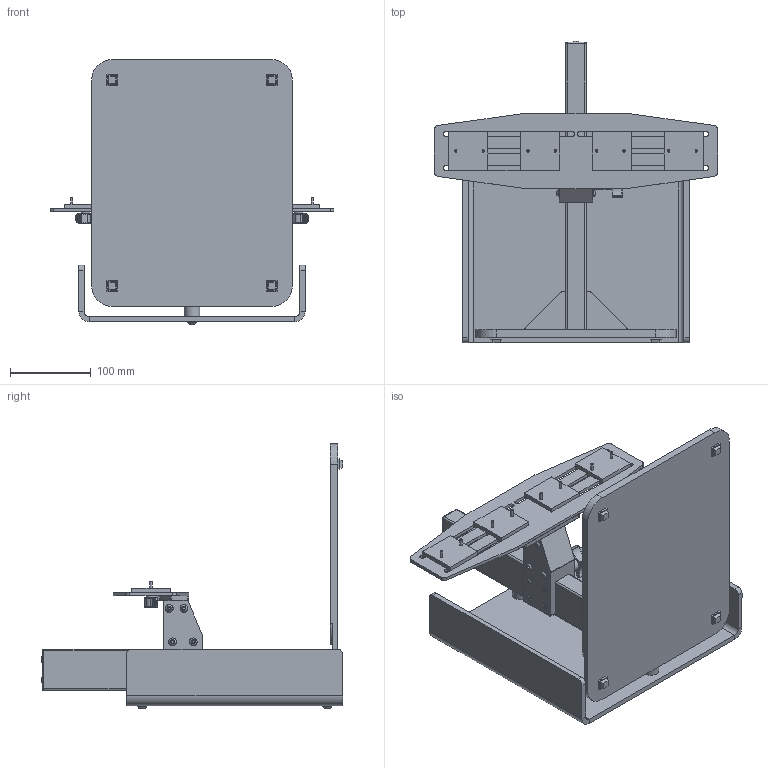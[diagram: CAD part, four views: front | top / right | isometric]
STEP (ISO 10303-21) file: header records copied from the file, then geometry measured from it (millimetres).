
FILE_DESCRIPTION (( 'STEP AP203' ), '1' );
FILE_NAME ('43070 - MX ARRAY STAND.STEP', '2020-08-27T14:21:29', ( '' ), ( '' ), 'SwSTEP 2.0', 'SolidWorks 2019', '' );
FILE_SCHEMA (( 'CONFIG_CONTROL_DESIGN' ));
Products named in the file (1): 43070 - MX ARRAY STAND
Bounding box: 350 x 372.1 x 327.2 mm (x, y, z)
Volume: 2216558.1 mm3; surface area: 532116.2 mm2
Topology: 1 solids, 5 shells, 1448 faces, 3416 edges, 2033 vertices
Faces by surface type: plane 485, bspline 432, cylinder 338, torus 90, cone 65, sphere 38
Full cylindrical faces by diameter (mm): 3 x8, 4.2 x4, 6.858 x8, 9.5 x8, 11.1 x2, 12 x8, 15.875 x1, 19.05 x2
Entity records: 50482 total; most frequent: CARTESIAN_POINT 20684, ORIENTED_EDGE 6562, DIRECTION 5601, EDGE_CURVE 3281, AXIS2_PLACEMENT_3D 2183, VERTEX_POINT 1986, EDGE_LOOP 1605, FACE_OUTER_BOUND 1523
